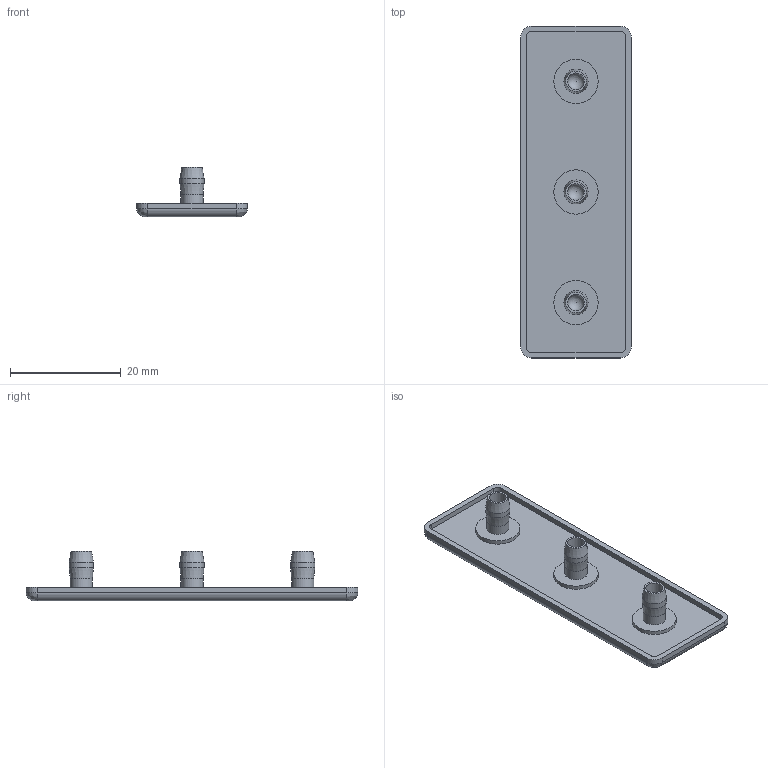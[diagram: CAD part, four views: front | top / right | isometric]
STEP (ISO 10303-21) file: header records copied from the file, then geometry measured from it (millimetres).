
FILE_DESCRIPTION((''),'2;1');
FILE_NAME('SZ0065S-A.stp','2013-08-20T10:18:10',('janine behrens'),(''),'Autodesk Inventor 2012','Autodesk Inventor 2012','');
FILE_SCHEMA(('AUTOMOTIVE_DESIGN { 1 0 10303 214 1 1 1 1 }'));
Length unit declared in the file: millimetre
Products named in the file (1): SZ0065S-A
Bounding box: 20 x 60 x 9 mm (x, y, z)
Volume: 2123.2 mm3; surface area: 3307.7 mm2
Topology: 1 solids, 1 shells, 54 faces, 118 edges, 73 vertices
Faces by surface type: cylinder 24, plane 17, cone 6, bspline 4, sphere 3
Full cylindrical faces by diameter (mm): 3 x3, 4 x3, 4.35 x3, 8 x3
Entity records: 1510 total; most frequent: CARTESIAN_POINT 389, DIRECTION 248, ORIENTED_EDGE 182, AXIS2_PLACEMENT_3D 106, EDGE_CURVE 91, EDGE_LOOP 82, VERTEX_POINT 67, CIRCLE 55
